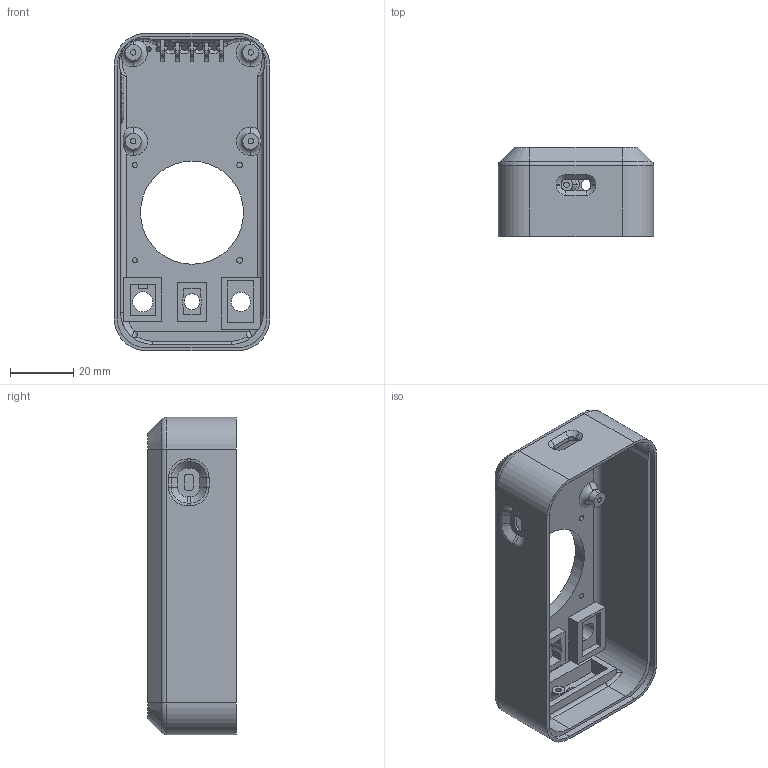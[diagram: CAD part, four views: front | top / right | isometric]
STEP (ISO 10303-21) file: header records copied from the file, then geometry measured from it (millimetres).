
FILE_DESCRIPTION (( 'STEP AP214' ), '1' );
FILE_NAME ('pults secound gen.STEP', '2024-05-08T22:39:27', ( '' ), ( '' ), 'SwSTEP 2.0', 'SolidWorks 2022', '' );
FILE_SCHEMA (( 'AUTOMOTIVE_DESIGN' ));
Length unit declared in the file: millimetre
Products named in the file (1): pults secound gen
Bounding box: 49 x 28 x 100 mm (x, y, z)
Volume: 26538.3 mm3; surface area: 23714 mm2
Topology: 1 solids, 1 shells, 467 faces, 1217 edges, 783 vertices
Faces by surface type: plane 220, cylinder 125, bspline 65, torus 43, cone 14
Entity records: 17186 total; most frequent: CARTESIAN_POINT 5923, ORIENTED_EDGE 2434, DIRECTION 2209, EDGE_CURVE 1217, VERTEX_POINT 783, AXIS2_PLACEMENT_3D 755, LINE 699, VECTOR 699
